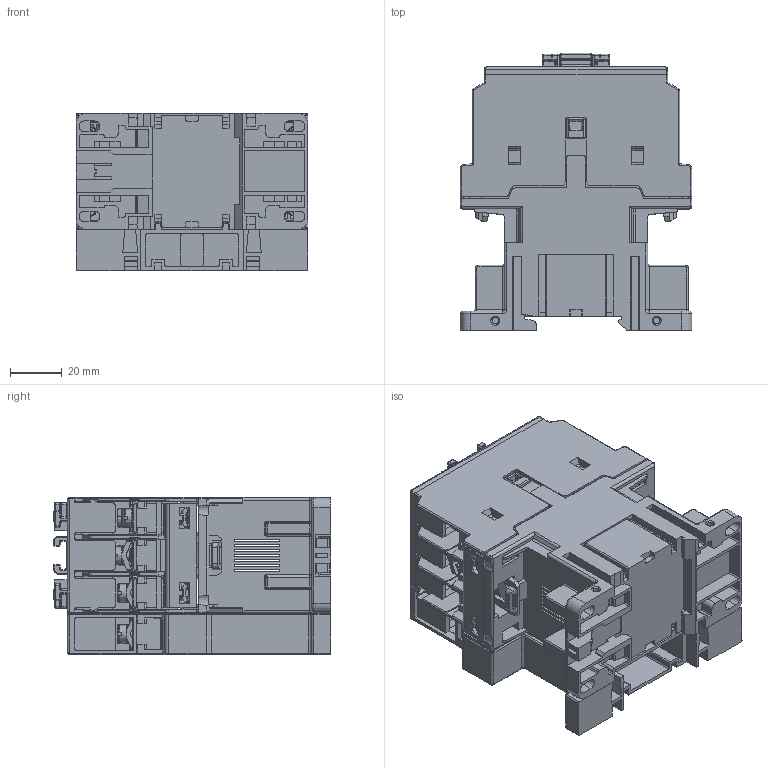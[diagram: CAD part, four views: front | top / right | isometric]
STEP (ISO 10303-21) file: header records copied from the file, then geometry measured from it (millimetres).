
FILE_DESCRIPTION(/* description */ (''),/* implementation_level */ '2;1');
FILE_NAME(/* name */ 'FILE_STP_CAD_DRAWING_3d_BF26_38T4_D_L_prt.stp',/* time_stamp */ '2022-01-25T14:43:30+01:00',/* author */ (''),/* organization */ (''),/* preprocessor_version */ 'ST-DEVELOPER v16.7',/* originating_system */ 'SIEMENS PLM Software NX 12.0',/* authorisation */ '');
FILE_SCHEMA (('AUTOMOTIVE_DESIGN { 1 0 10303 214 3 1 1 1 }'));
Products named in the file (1): 3d_BF26_38T4_D_L
Bounding box: 90 x 107.6 x 61 mm (x, y, z)
Surface area: 105775.1 mm2 (no closed solid volume)
Topology: 0 solids, 82 shells, 3376 faces, 12913 edges, 9153 vertices
Faces by surface type: plane 1696, cylinder 1176, torus 182, bspline 171, cone 104, sphere 47
Full cylindrical faces by diameter (mm): 2.5 x2, 2.85 x3, 3.2 x8, 3.242 x7, 4.02 x4, 4.4 x2, 5.5 x2, 6.2 x4, 7.5 x8
Entity records: 152811 total; most frequent: CARTESIAN_POINT 46316, DIRECTION 21888, ORIENTED_EDGE 20077, EDGE_CURVE 12740, VERTEX_POINT 9116, LINE 8546, VECTOR 8546, AXIS2_PLACEMENT_3D 6671
